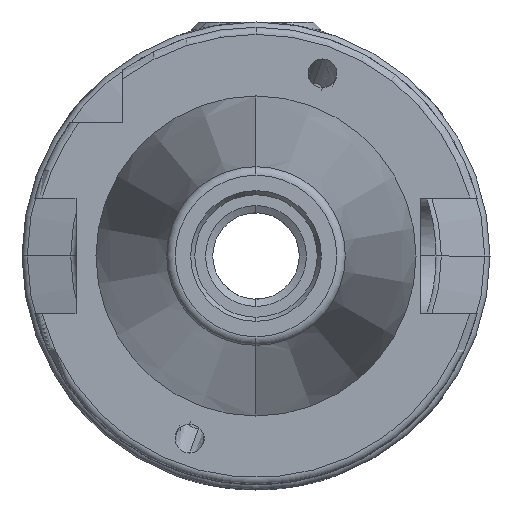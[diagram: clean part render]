
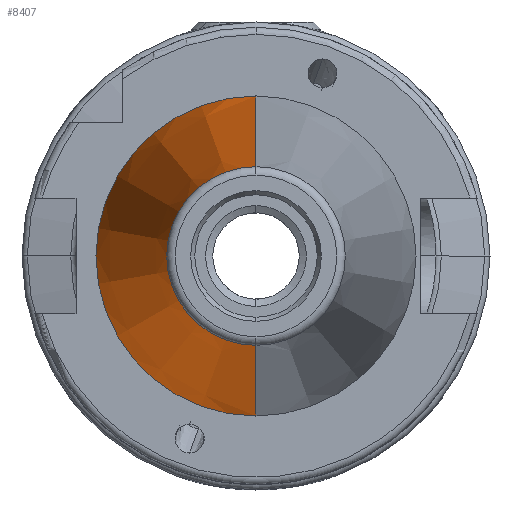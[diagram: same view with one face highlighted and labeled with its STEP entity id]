
A CAD part, left-side view. The second image highlights one B-rep face of the part: STEP entity #8407.
In plain terms, the highlighted conical face has half-angle 8.297 degrees and reference radius 22.225 mm.
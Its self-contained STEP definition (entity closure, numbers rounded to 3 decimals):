
#635 = DIRECTION ( 'NONE',  ( 1., 0., 0. ) ) ;
#740 = VERTEX_POINT ( 'NONE', #10968 ) ;
#775 = AXIS2_PLACEMENT_3D ( 'NONE', #6610, #7331, #5603 ) ;
#807 = AXIS2_PLACEMENT_3D ( 'NONE', #5269, #4438, #8051 ) ;
#982 = CIRCLE ( 'NONE', #807, 12.4 ) ;
#998 = ORIENTED_EDGE ( 'NONE', *, *, #4173, .T. ) ;
#1957 = ORIENTED_EDGE ( 'NONE', *, *, #7880, .F. ) ;
#1969 = ORIENTED_EDGE ( 'NONE', *, *, #4566, .F. ) ;
#2141 = CARTESIAN_POINT ( 'NONE',  ( 0., -22.225, 0. ) ) ;
#2455 = DIRECTION ( 'NONE',  ( 0., 1., 0. ) ) ;
#2475 = CARTESIAN_POINT ( 'NONE',  ( 0., 22.225, 0. ) ) ;
#2575 = ORIENTED_EDGE ( 'NONE', *, *, #10436, .T. ) ;
#3007 = LINE ( 'NONE', #3631, #10043 ) ;
#3268 = EDGE_LOOP ( 'NONE', ( #1957, #2575, #998, #1969 ) ) ;
#3631 = CARTESIAN_POINT ( 'NONE',  ( 0., 22.225, 0. ) ) ;
#4173 = EDGE_CURVE ( 'NONE', #7907, #9300, #6638, .T. ) ;
#4438 = DIRECTION ( 'NONE',  ( -1., 0., 0. ) ) ;
#4566 = EDGE_CURVE ( 'NONE', #5669, #9300, #3007, .T. ) ;
#4777 = AXIS2_PLACEMENT_3D ( 'NONE', #5125, #635, #2455 ) ;
#4809 = LINE ( 'NONE', #2141, #8812 ) ;
#5125 = CARTESIAN_POINT ( 'NONE',  ( 0., 0., 0. ) ) ;
#5269 = CARTESIAN_POINT ( 'NONE',  ( -67.373, 0., 0. ) ) ;
#5603 = DIRECTION ( 'NONE',  ( 0., -1., 0. ) ) ;
#5657 = CARTESIAN_POINT ( 'NONE',  ( -67.373, 12.4, 0. ) ) ;
#5669 = VERTEX_POINT ( 'NONE', #5657 ) ;
#6610 = CARTESIAN_POINT ( 'NONE',  ( 0., 0., 0. ) ) ;
#6638 = CIRCLE ( 'NONE', #775, 22.225 ) ;
#7058 = CONICAL_SURFACE ( 'NONE', #4777, 22.225, 0.145 ) ;
#7316 = DIRECTION ( 'NONE',  ( 0.99, 0.144, 0. ) ) ;
#7331 = DIRECTION ( 'NONE',  ( -1., 0., 0. ) ) ;
#7880 = EDGE_CURVE ( 'NONE', #740, #5669, #982, .T. ) ;
#7907 = VERTEX_POINT ( 'NONE', #10758 ) ;
#8051 = DIRECTION ( 'NONE',  ( 0., -1., 0. ) ) ;
#8407 = ADVANCED_FACE ( 'NONE', ( #10513 ), #7058, .T. ) ;
#8423 = DIRECTION ( 'NONE',  ( 0.99, -0.144, 0. ) ) ;
#8812 = VECTOR ( 'NONE', #8423, 1000. ) ;
#9300 = VERTEX_POINT ( 'NONE', #2475 ) ;
#10043 = VECTOR ( 'NONE', #7316, 1000. ) ;
#10436 = EDGE_CURVE ( 'NONE', #740, #7907, #4809, .T. ) ;
#10513 = FACE_OUTER_BOUND ( 'NONE', #3268, .T. ) ;
#10758 = CARTESIAN_POINT ( 'NONE',  ( 0., -22.225, 0. ) ) ;
#10968 = CARTESIAN_POINT ( 'NONE',  ( -67.373, -12.4, 0. ) ) ;
